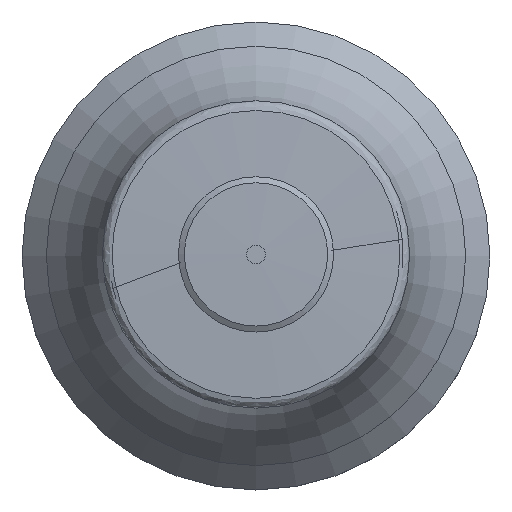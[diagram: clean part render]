
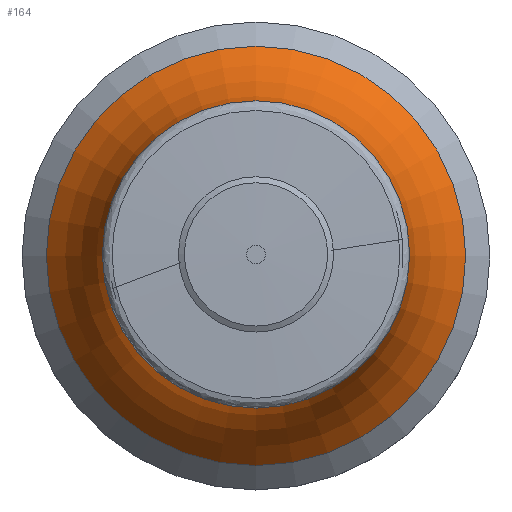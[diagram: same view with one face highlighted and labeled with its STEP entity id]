
A CAD part, top view. The second image highlights one B-rep face of the part: STEP entity #164.
In plain terms, the highlighted toroidal (fillet/blend) face has major radius 27 mm and minor radius 16 mm.
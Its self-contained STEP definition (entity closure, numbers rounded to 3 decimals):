
#33=TOROIDAL_SURFACE('',#440,27.,16.);
#131=FACE_BOUND('',#225,.T.);
#132=FACE_BOUND('',#226,.T.);
#164=ADVANCED_FACE('',(#131,#132),#33,.F.);
#225=EDGE_LOOP('',(#288));
#226=EDGE_LOOP('',(#289));
#288=ORIENTED_EDGE('',*,*,#375,.F.);
#289=ORIENTED_EDGE('',*,*,#354,.F.);
#322=VERTEX_POINT('',#649);
#338=VERTEX_POINT('',#699);
#354=EDGE_CURVE('',#322,#322,#390,.T.);
#375=EDGE_CURVE('',#338,#338,#398,.T.);
#390=CIRCLE('',#416,11.);
#398=CIRCLE('',#435,15.686);
#416=AXIS2_PLACEMENT_3D('',#648,#483,#484);
#435=AXIS2_PLACEMENT_3D('',#698,#528,#529);
#440=AXIS2_PLACEMENT_3D('',#706,#538,#539);
#483=DIRECTION('',(0.,0.,1.));
#484=DIRECTION('',(0.,-1.,0.));
#528=DIRECTION('',(0.,0.,-1.));
#529=DIRECTION('',(0.,1.,0.));
#538=DIRECTION('',(0.,0.,1.));
#539=DIRECTION('',(0.,-1.,0.));
#648=CARTESIAN_POINT('',(0.,0.,18.127));
#649=CARTESIAN_POINT('',(0.,-11.,18.127));
#698=CARTESIAN_POINT('',(0.,0.,6.814));
#699=CARTESIAN_POINT('',(0.,15.686,6.814));
#706=CARTESIAN_POINT('',(0.,0.,18.127));
